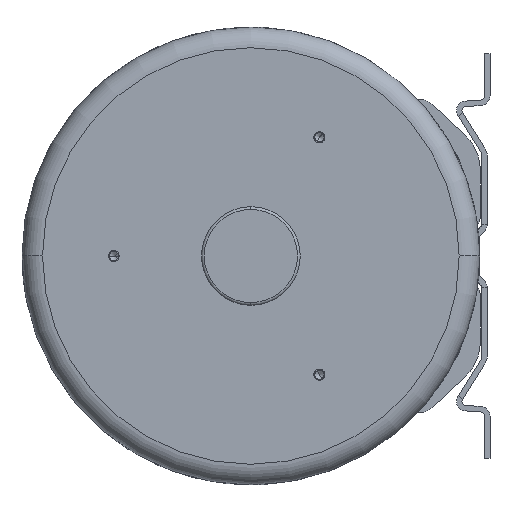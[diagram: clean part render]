
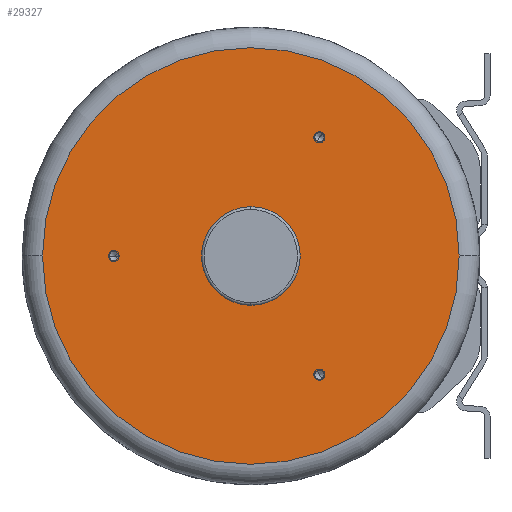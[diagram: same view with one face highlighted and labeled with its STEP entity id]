
A CAD part, left-side view. The second image highlights one B-rep face of the part: STEP entity #29327.
In plain terms, the highlighted planar face has unit normal (-1, 0, 0).
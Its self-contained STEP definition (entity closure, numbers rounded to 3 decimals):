
#11504=CARTESIAN_POINT('',(-97.,0.,0.));
#11505=DIRECTION('',(-1.,0.,0.));
#11506=DIRECTION('',(0.,0.,1.));
#11507=AXIS2_PLACEMENT_3D('',#11504,#11505,#11506);
#11509=CARTESIAN_POINT('',(-97.,0.,0.));
#11510=DIRECTION('',(-1.,0.,0.));
#11511=DIRECTION('',(0.,0.,-1.));
#11512=AXIS2_PLACEMENT_3D('',#11509,#11510,#11511);
#11514=CARTESIAN_POINT('',(-97.,100.,0.));
#11515=DIRECTION('',(-1.,0.,0.));
#11516=DIRECTION('',(0.,1.,0.));
#11517=AXIS2_PLACEMENT_3D('',#11514,#11515,#11516);
#11519=CARTESIAN_POINT('',(-97.,100.,0.));
#11520=DIRECTION('',(-1.,0.,0.));
#11521=DIRECTION('',(0.,-1.,0.));
#11522=AXIS2_PLACEMENT_3D('',#11519,#11520,#11521);
#11524=CARTESIAN_POINT('',(-97.,-50.,86.603));
#11525=DIRECTION('',(-1.,0.,0.));
#11526=DIRECTION('',(0.,-0.5,0.866));
#11527=AXIS2_PLACEMENT_3D('',#11524,#11525,#11526);
#11529=CARTESIAN_POINT('',(-97.,-50.,86.603));
#11530=DIRECTION('',(-1.,0.,0.));
#11531=DIRECTION('',(0.,0.5,-0.866));
#11532=AXIS2_PLACEMENT_3D('',#11529,#11530,#11531);
#11534=CARTESIAN_POINT('',(-97.,-50.,-86.603));
#11535=DIRECTION('',(-1.,0.,0.));
#11536=DIRECTION('',(0.,-0.5,-0.866));
#11537=AXIS2_PLACEMENT_3D('',#11534,#11535,#11536);
#11539=CARTESIAN_POINT('',(-97.,-50.,-86.603));
#11540=DIRECTION('',(-1.,0.,0.));
#11541=DIRECTION('',(0.,0.5,0.866));
#11542=AXIS2_PLACEMENT_3D('',#11539,#11540,#11541);
#11544=CARTESIAN_POINT('',(-97.,0.,0.));
#11545=DIRECTION('',(-1.,0.,0.));
#11546=DIRECTION('',(0.,1.,0.));
#11547=AXIS2_PLACEMENT_3D('',#11544,#11545,#11546);
#11549=CARTESIAN_POINT('',(-97.,0.,0.));
#11550=DIRECTION('',(-1.,0.,0.));
#11551=DIRECTION('',(0.,-1.,0.));
#11552=AXIS2_PLACEMENT_3D('',#11549,#11550,#11551);
#13303=CARTESIAN_POINT('',(-97.,103.4,0.));
#13304=CARTESIAN_POINT('',(-97.,96.6,0.));
#13305=VERTEX_POINT('',#13303);
#13306=VERTEX_POINT('',#13304);
#13313=CARTESIAN_POINT('',(-97.,-51.7,89.547));
#13314=CARTESIAN_POINT('',(-97.,-48.3,83.658));
#13315=VERTEX_POINT('',#13313);
#13316=VERTEX_POINT('',#13314);
#13323=CARTESIAN_POINT('',(-97.,-51.7,-89.547));
#13324=CARTESIAN_POINT('',(-97.,-48.3,-83.658));
#13325=VERTEX_POINT('',#13323);
#13326=VERTEX_POINT('',#13324);
#13347=CARTESIAN_POINT('',(-97.,0.,36.));
#13348=CARTESIAN_POINT('',(-97.,0.,-36.));
#13349=VERTEX_POINT('',#13347);
#13350=VERTEX_POINT('',#13348);
#15981=CARTESIAN_POINT('',(-97.,152.,0.));
#15982=CARTESIAN_POINT('',(-97.,-152.,0.));
#15983=VERTEX_POINT('',#15981);
#15984=VERTEX_POINT('',#15982);
#29293=CARTESIAN_POINT('',(-97.,0.,0.));
#29294=DIRECTION('',(1.,0.,0.));
#29295=DIRECTION('',(0.,-1.,0.));
#29296=AXIS2_PLACEMENT_3D('',#29293,#29294,#29295);
#29297=PLANE('',#29296);
#29299=ORIENTED_EDGE('',*,*,#29298,.F.);
#29300=ORIENTED_EDGE('',*,*,#29283,.F.);
#29301=EDGE_LOOP('',(#29299,#29300));
#29302=FACE_OUTER_BOUND('',#29301,.F.);
#29304=ORIENTED_EDGE('',*,*,#29303,.T.);
#29306=ORIENTED_EDGE('',*,*,#29305,.T.);
#29307=EDGE_LOOP('',(#29304,#29306));
#29308=FACE_BOUND('',#29307,.F.);
#29310=ORIENTED_EDGE('',*,*,#29309,.T.);
#29312=ORIENTED_EDGE('',*,*,#29311,.T.);
#29313=EDGE_LOOP('',(#29310,#29312));
#29314=FACE_BOUND('',#29313,.F.);
#29316=ORIENTED_EDGE('',*,*,#29315,.T.);
#29318=ORIENTED_EDGE('',*,*,#29317,.T.);
#29319=EDGE_LOOP('',(#29316,#29318));
#29320=FACE_BOUND('',#29319,.F.);
#29322=ORIENTED_EDGE('',*,*,#29321,.T.);
#29324=ORIENTED_EDGE('',*,*,#29323,.T.);
#29325=EDGE_LOOP('',(#29322,#29324));
#29326=FACE_BOUND('',#29325,.F.);
#29327=ADVANCED_FACE('',(#29302,#29308,#29314,#29320,#29326),#29297,.F.);
#11508=CIRCLE('',#11507,36.);
#11513=CIRCLE('',#11512,36.);
#11518=CIRCLE('',#11517,3.4);
#11523=CIRCLE('',#11522,3.4);
#11528=CIRCLE('',#11527,3.4);
#11533=CIRCLE('',#11532,3.4);
#11538=CIRCLE('',#11537,3.4);
#11543=CIRCLE('',#11542,3.4);
#11548=CIRCLE('',#11547,152.);
#11553=CIRCLE('',#11552,152.);
#29283=EDGE_CURVE('',#15984,#15983,#11553,.T.);
#29298=EDGE_CURVE('',#15983,#15984,#11548,.T.);
#29303=EDGE_CURVE('',#13349,#13350,#11508,.T.);
#29305=EDGE_CURVE('',#13350,#13349,#11513,.T.);
#29309=EDGE_CURVE('',#13305,#13306,#11518,.T.);
#29311=EDGE_CURVE('',#13306,#13305,#11523,.T.);
#29315=EDGE_CURVE('',#13315,#13316,#11528,.T.);
#29317=EDGE_CURVE('',#13316,#13315,#11533,.T.);
#29321=EDGE_CURVE('',#13325,#13326,#11538,.T.);
#29323=EDGE_CURVE('',#13326,#13325,#11543,.T.);
